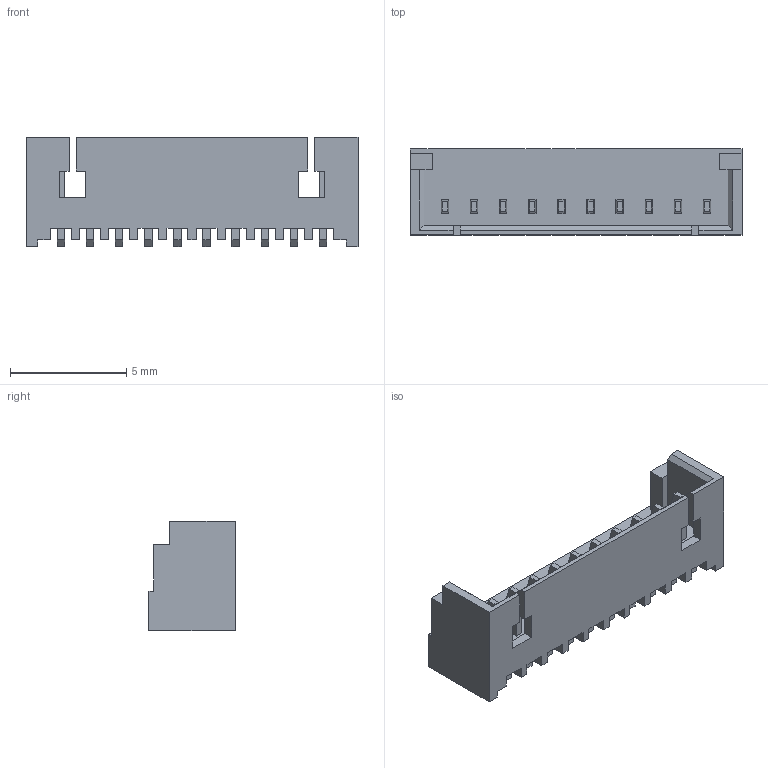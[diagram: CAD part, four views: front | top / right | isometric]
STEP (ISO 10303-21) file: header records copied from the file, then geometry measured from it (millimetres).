
FILE_DESCRIPTION(/* description */ ('STEP AP242','CAx-IF Rec.Pracs.---Representation and Presentation of Product Manufacturing Information (PMI)---4.0---2014-10-13','CAx-IF Rec.Pracs.---3D Tessellated Geometry---0.4---2014-09-14','2;1'),/* implementation_level */ '2;1');
FILE_NAME(/* name */ '648fb522978ae43379124f2c',/* time_stamp */ '2023-06-19T01:53:38Z',/* author */ (''),/* organization */ (''),/* preprocessor_version */ 'ST-DEVELOPER v19.4',/* originating_system */ ' ',/* authorisation */ ' ');
FILE_SCHEMA (('AP242_MANAGED_MODEL_BASED_3D_ENGINEERING_MIM_LF { 1 0 10303 442 1 1 4 }'));
Length unit declared in the file: metre
Products named in the file (1): Molex_53398_1071
Bounding box: 14.25 x 3.7 x 4.7 mm (x, y, z)
Volume: 94.4 mm3; surface area: 388.8 mm2
Topology: 1 solids, 1 shells, 255 faces, 655 edges, 422 vertices
Faces by surface type: plane 255
Entity records: 8128 total; most frequent: CARTESIAN_POINT 1333, ORIENTED_EDGE 1310, DIRECTION 1167, EDGE_CURVE 655, LINE 655, VECTOR 655, VERTEX_POINT 422, EDGE_LOOP 275
